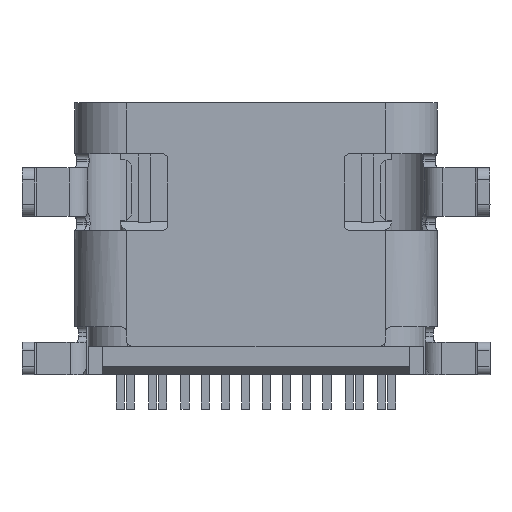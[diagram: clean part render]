
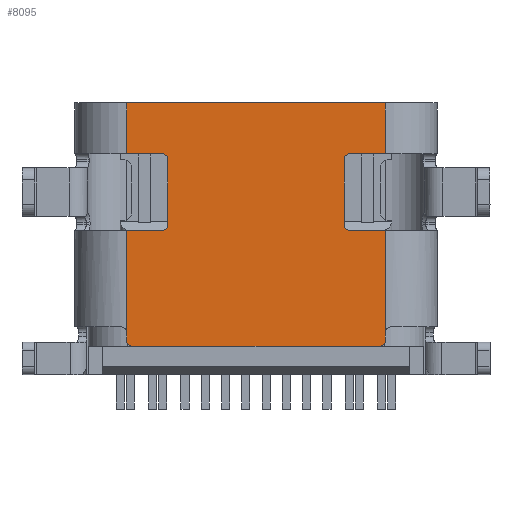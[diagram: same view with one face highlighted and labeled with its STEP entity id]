
A CAD part, front view. The second image highlights one B-rep face of the part: STEP entity #8095.
In plain terms, the highlighted planar face has unit normal (0, -1, 0).
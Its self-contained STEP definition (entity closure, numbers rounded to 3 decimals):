
#25=DIRECTION('',(1.,0.,0.));
#26=VECTOR('',#25,6.38);
#27=CARTESIAN_POINT('',(-3.19,-1.58,0.));
#28=LINE('',#27,#26);
#300=DIRECTION('',(0.,0.,-1.));
#301=VECTOR('',#300,2.52);
#302=CARTESIAN_POINT('',(-3.19,-1.58,-3.15));
#303=LINE('',#302,#301);
#346=CARTESIAN_POINT('',(-2.32,-1.58,-1.4));
#347=DIRECTION('',(0.,1.,0.));
#348=DIRECTION('',(0.,0.,1.));
#349=AXIS2_PLACEMENT_3D('',#346,#347,#348);
#356=CARTESIAN_POINT('',(3.04,-1.58,-5.85));
#357=DIRECTION('',(0.,-1.,0.));
#358=DIRECTION('',(0.,0.,-1.));
#359=AXIS2_PLACEMENT_3D('',#356,#357,#358);
#361=DIRECTION('',(1.,0.,0.));
#362=VECTOR('',#361,6.08);
#363=CARTESIAN_POINT('',(-3.04,-1.58,-6.));
#364=LINE('',#363,#362);
#365=CARTESIAN_POINT('',(-3.04,-1.58,-5.85));
#366=DIRECTION('',(0.,-1.,0.));
#367=DIRECTION('',(-1.,0.,0.));
#368=AXIS2_PLACEMENT_3D('',#365,#366,#367);
#370=DIRECTION('',(0.,0.,1.));
#371=VECTOR('',#370,0.18);
#372=CARTESIAN_POINT('',(-3.19,-1.58,-5.85));
#373=LINE('',#372,#371);
#374=DIRECTION('',(1.,0.,0.));
#375=VECTOR('',#374,0.87);
#376=CARTESIAN_POINT('',(-3.19,-1.58,-3.15));
#377=LINE('',#376,#375);
#378=DIRECTION('',(0.,0.,1.));
#379=VECTOR('',#378,1.6);
#380=CARTESIAN_POINT('',(-2.17,-1.58,-3.));
#381=LINE('',#380,#379);
#382=DIRECTION('',(1.,0.,0.));
#383=VECTOR('',#382,0.87);
#384=CARTESIAN_POINT('',(-3.19,-1.58,-1.25));
#385=LINE('',#384,#383);
#386=DIRECTION('',(0.,0.,-1.));
#387=VECTOR('',#386,1.25);
#388=CARTESIAN_POINT('',(-3.19,-1.58,0.));
#389=LINE('',#388,#387);
#390=DIRECTION('',(-1.,0.,0.));
#391=VECTOR('',#390,0.87);
#392=CARTESIAN_POINT('',(3.19,-1.58,-1.25));
#393=LINE('',#392,#391);
#394=DIRECTION('',(0.,0.,-1.));
#395=VECTOR('',#394,1.6);
#396=CARTESIAN_POINT('',(2.17,-1.58,-1.4));
#397=LINE('',#396,#395);
#398=DIRECTION('',(-1.,0.,0.));
#399=VECTOR('',#398,0.87);
#400=CARTESIAN_POINT('',(3.19,-1.58,-3.15));
#401=LINE('',#400,#399);
#402=DIRECTION('',(0.,0.,-1.));
#403=VECTOR('',#402,0.18);
#404=CARTESIAN_POINT('',(3.19,-1.58,-5.67));
#405=LINE('',#404,#403);
#2756=CARTESIAN_POINT('',(2.32,-1.58,-1.4));
#2757=DIRECTION('',(0.,1.,0.));
#2758=DIRECTION('',(-1.,0.,0.));
#2759=AXIS2_PLACEMENT_3D('',#2756,#2757,#2758);
#2802=CARTESIAN_POINT('',(2.32,-1.58,-3.));
#2803=DIRECTION('',(0.,1.,0.));
#2804=DIRECTION('',(0.,0.,-1.));
#2805=AXIS2_PLACEMENT_3D('',#2802,#2803,#2804);
#2812=DIRECTION('',(0.,0.,-1.));
#2813=VECTOR('',#2812,1.25);
#2814=CARTESIAN_POINT('',(3.19,-1.58,0.));
#2815=LINE('',#2814,#2813);
#2821=DIRECTION('',(0.,0.,1.));
#2822=VECTOR('',#2821,2.52);
#2823=CARTESIAN_POINT('',(3.19,-1.58,-5.67));
#2824=LINE('',#2823,#2822);
#5550=CARTESIAN_POINT('',(-2.32,-1.58,-3.));
#5551=DIRECTION('',(0.,1.,0.));
#5552=DIRECTION('',(1.,0.,0.));
#5553=AXIS2_PLACEMENT_3D('',#5550,#5551,#5552);
#6102=CARTESIAN_POINT('',(-3.19,-1.58,0.));
#6103=CARTESIAN_POINT('',(3.19,-1.58,0.));
#6104=VERTEX_POINT('',#6102);
#6105=VERTEX_POINT('',#6103);
#6154=CARTESIAN_POINT('',(-3.19,-1.58,-1.25));
#6155=VERTEX_POINT('',#6154);
#6156=CARTESIAN_POINT('',(-3.19,-1.58,-3.15));
#6157=VERTEX_POINT('',#6156);
#6172=CARTESIAN_POINT('',(3.19,-1.58,-3.15));
#6173=VERTEX_POINT('',#6172);
#6174=CARTESIAN_POINT('',(3.19,-1.58,-1.25));
#6175=VERTEX_POINT('',#6174);
#6374=CARTESIAN_POINT('',(-3.19,-1.58,-5.67));
#6376=VERTEX_POINT('',#6374);
#6378=CARTESIAN_POINT('',(3.19,-1.58,-5.67));
#6380=VERTEX_POINT('',#6378);
#6386=CARTESIAN_POINT('',(2.17,-1.58,-1.4));
#6388=VERTEX_POINT('',#6386);
#6390=CARTESIAN_POINT('',(2.32,-1.58,-1.25));
#6392=VERTEX_POINT('',#6390);
#6394=CARTESIAN_POINT('',(-2.32,-1.58,-1.25));
#6396=VERTEX_POINT('',#6394);
#6398=CARTESIAN_POINT('',(-2.17,-1.58,-1.4));
#6400=VERTEX_POINT('',#6398);
#6482=CARTESIAN_POINT('',(-2.32,-1.58,-3.15));
#6483=VERTEX_POINT('',#6482);
#6484=CARTESIAN_POINT('',(-2.17,-1.58,-3.));
#6485=VERTEX_POINT('',#6484);
#6488=CARTESIAN_POINT('',(2.17,-1.58,-3.));
#6489=VERTEX_POINT('',#6488);
#6490=CARTESIAN_POINT('',(2.32,-1.58,-3.15));
#6491=VERTEX_POINT('',#6490);
#6554=CARTESIAN_POINT('',(3.04,-1.58,-6.));
#6555=CARTESIAN_POINT('',(3.19,-1.58,-5.85));
#6556=VERTEX_POINT('',#6554);
#6557=VERTEX_POINT('',#6555);
#6560=CARTESIAN_POINT('',(-3.19,-1.58,-5.85));
#6561=CARTESIAN_POINT('',(-3.04,-1.58,-6.));
#6562=VERTEX_POINT('',#6560);
#6563=VERTEX_POINT('',#6561);
#8053=CARTESIAN_POINT('',(-3.19,-1.58,0.));
#8054=DIRECTION('',(0.,-1.,0.));
#8055=DIRECTION('',(1.,0.,0.));
#8056=AXIS2_PLACEMENT_3D('',#8053,#8054,#8055);
#8057=PLANE('',#8056);
#8059=ORIENTED_EDGE('',*,*,#8058,.F.);
#8061=ORIENTED_EDGE('',*,*,#8060,.F.);
#8063=ORIENTED_EDGE('',*,*,#8062,.F.);
#8065=ORIENTED_EDGE('',*,*,#8064,.T.);
#8066=ORIENTED_EDGE('',*,*,#7976,.F.);
#8068=ORIENTED_EDGE('',*,*,#8067,.T.);
#8070=ORIENTED_EDGE('',*,*,#8069,.F.);
#8072=ORIENTED_EDGE('',*,*,#8071,.T.);
#8073=ORIENTED_EDGE('',*,*,#8044,.F.);
#8074=ORIENTED_EDGE('',*,*,#8033,.F.);
#8075=ORIENTED_EDGE('',*,*,#7964,.F.);
#8076=ORIENTED_EDGE('',*,*,#7750,.T.);
#8078=ORIENTED_EDGE('',*,*,#8077,.T.);
#8080=ORIENTED_EDGE('',*,*,#8079,.T.);
#8082=ORIENTED_EDGE('',*,*,#8081,.F.);
#8084=ORIENTED_EDGE('',*,*,#8083,.T.);
#8086=ORIENTED_EDGE('',*,*,#8085,.F.);
#8088=ORIENTED_EDGE('',*,*,#8087,.F.);
#8090=ORIENTED_EDGE('',*,*,#8089,.F.);
#8092=ORIENTED_EDGE('',*,*,#8091,.T.);
#8093=EDGE_LOOP('',(#8059,#8061,#8063,#8065,#8066,#8068,#8070,#8072,#8073,#8074,
#8075,#8076,#8078,#8080,#8082,#8084,#8086,#8088,#8090,#8092));
#8094=FACE_OUTER_BOUND('',#8093,.F.);
#350=CIRCLE('',#349,0.15);
#360=CIRCLE('',#359,0.15);
#369=CIRCLE('',#368,0.15);
#2760=CIRCLE('',#2759,0.15);
#2806=CIRCLE('',#2805,0.15);
#5554=CIRCLE('',#5553,0.15);
#7750=EDGE_CURVE('',#6104,#6105,#28,.T.);
#7964=EDGE_CURVE('',#6104,#6155,#389,.T.);
#7976=EDGE_CURVE('',#6157,#6376,#303,.T.);
#8033=EDGE_CURVE('',#6155,#6396,#385,.T.);
#8044=EDGE_CURVE('',#6396,#6400,#350,.T.);
#8058=EDGE_CURVE('',#6556,#6557,#360,.T.);
#8060=EDGE_CURVE('',#6563,#6556,#364,.T.);
#8062=EDGE_CURVE('',#6562,#6563,#369,.T.);
#8064=EDGE_CURVE('',#6562,#6376,#373,.T.);
#8067=EDGE_CURVE('',#6157,#6483,#377,.T.);
#8069=EDGE_CURVE('',#6485,#6483,#5554,.T.);
#8071=EDGE_CURVE('',#6485,#6400,#381,.T.);
#8077=EDGE_CURVE('',#6105,#6175,#2815,.T.);
#8079=EDGE_CURVE('',#6175,#6392,#393,.T.);
#8081=EDGE_CURVE('',#6388,#6392,#2760,.T.);
#8083=EDGE_CURVE('',#6388,#6489,#397,.T.);
#8085=EDGE_CURVE('',#6491,#6489,#2806,.T.);
#8087=EDGE_CURVE('',#6173,#6491,#401,.T.);
#8089=EDGE_CURVE('',#6380,#6173,#2824,.T.);
#8091=EDGE_CURVE('',#6380,#6557,#405,.T.);
#8095=ADVANCED_FACE('',(#8094),#8057,.T.);
